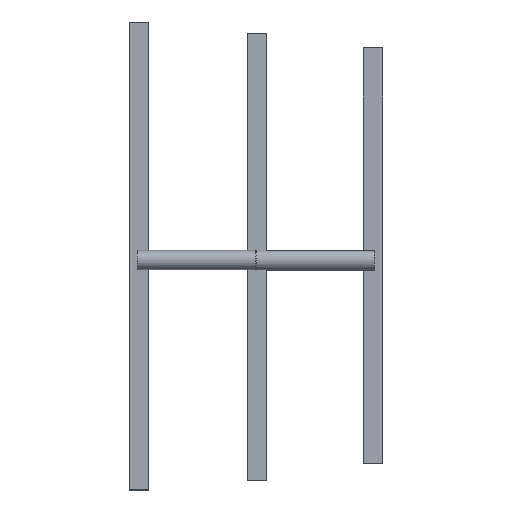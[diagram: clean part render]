
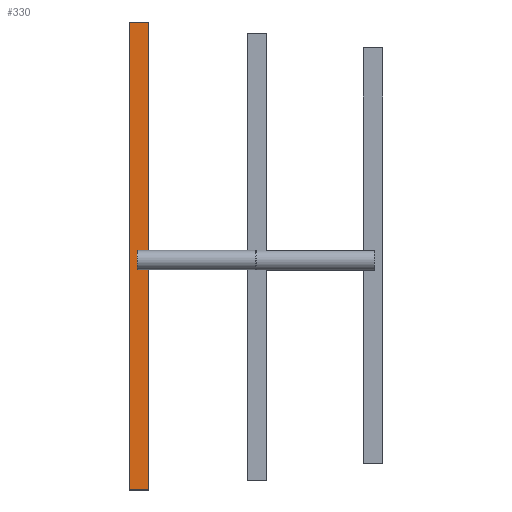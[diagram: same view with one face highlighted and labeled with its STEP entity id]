
A CAD part, top view. The second image highlights one B-rep face of the part: STEP entity #330.
In plain terms, the highlighted planar face has unit normal (0, 0, 1).
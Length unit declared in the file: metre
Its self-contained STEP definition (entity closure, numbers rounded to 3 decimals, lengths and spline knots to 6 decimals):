
#24=LINE('',#550,#60);
#28=LINE('',#558,#64);
#31=LINE('',#564,#67);
#33=LINE('',#567,#69);
#60=VECTOR('',#458,1.);
#64=VECTOR('',#464,1.);
#67=VECTOR('',#469,1.);
#69=VECTOR('',#473,1.);
#122=PLANE('',#403);
#174=ORIENTED_EDGE('',*,*,#222,.F.);
#175=ORIENTED_EDGE('',*,*,#226,.T.);
#176=ORIENTED_EDGE('',*,*,#229,.T.);
#177=ORIENTED_EDGE('',*,*,#231,.F.);
#222=EDGE_CURVE('',#256,#257,#24,.T.);
#226=EDGE_CURVE('',#256,#259,#28,.T.);
#229=EDGE_CURVE('',#259,#261,#31,.T.);
#231=EDGE_CURVE('',#257,#261,#33,.T.);
#256=VERTEX_POINT('',#549);
#257=VERTEX_POINT('',#551);
#259=VERTEX_POINT('',#557);
#261=VERTEX_POINT('',#563);
#286=EDGE_LOOP('',(#174,#175,#176,#177));
#308=FACE_BOUND('',#286,.T.);
#330=ADVANCED_FACE('',(#308),#122,.T.);
#403=AXIS2_PLACEMENT_3D('',#568,#474,#475);
#458=DIRECTION('',(-1.,0.,0.));
#464=DIRECTION('',(0.,1.,0.));
#469=DIRECTION('',(-1.,0.,0.));
#473=DIRECTION('',(0.,1.,0.));
#474=DIRECTION('',(0.,0.,1.));
#475=DIRECTION('',(1.,0.,0.));
#549=CARTESIAN_POINT('',(0.001412,-0.052408,0.003));
#550=CARTESIAN_POINT('',(-0.011288,-0.052408,0.003));
#551=CARTESIAN_POINT('',(-0.023988,-0.052408,0.003));
#557=CARTESIAN_POINT('',(0.001412,0.556192,0.003));
#558=CARTESIAN_POINT('',(0.001412,0.251892,0.003));
#563=CARTESIAN_POINT('',(-0.023988,0.556192,0.003));
#564=CARTESIAN_POINT('',(-0.011288,0.556192,0.003));
#567=CARTESIAN_POINT('',(-0.023988,0.251892,0.003));
#568=CARTESIAN_POINT('',(-0.011288,0.251892,0.003));
